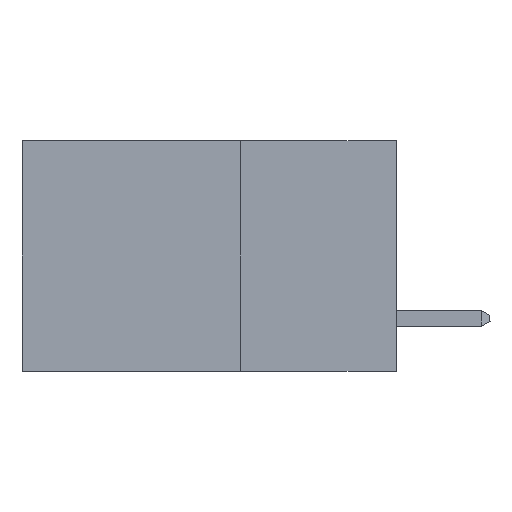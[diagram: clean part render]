
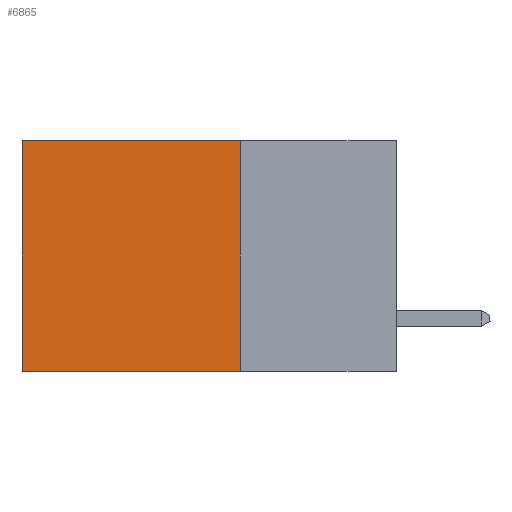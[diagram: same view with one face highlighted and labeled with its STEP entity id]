
A CAD part, left-side view. The second image highlights one B-rep face of the part: STEP entity #6865.
In plain terms, the highlighted planar face has unit normal (-1, 0, 0).
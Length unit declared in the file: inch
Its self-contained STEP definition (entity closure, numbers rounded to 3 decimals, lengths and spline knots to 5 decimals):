
#527 = CARTESIAN_POINT ( 'NONE',  ( 0.298, 0.25, -0.37 ) ) ;
#1063 = CARTESIAN_POINT ( 'NONE',  ( 0.298, 0.6, 0. ) ) ;
#1071 = ORIENTED_EDGE ( 'NONE', *, *, #3359, .F. ) ;
#2406 = VECTOR ( 'NONE', #6009, 39.37008 ) ;
#2439 = DIRECTION ( 'NONE',  ( 0., 0., -1. ) ) ;
#2487 = VERTEX_POINT ( 'NONE', #1063 ) ;
#3124 = VECTOR ( 'NONE', #2439, 39.37008 ) ;
#3359 = EDGE_CURVE ( 'NONE', #12710, #5183, #13255, .T. ) ;
#3443 = AXIS2_PLACEMENT_3D ( 'NONE', #5665, #13167, #6773 ) ;
#4520 = LINE ( 'NONE', #6329, #7106 ) ;
#4528 = EDGE_LOOP ( 'NONE', ( #13362, #1071, #11060, #8270 ) ) ;
#5183 = VERTEX_POINT ( 'NONE', #10070 ) ;
#5221 = FACE_OUTER_BOUND ( 'NONE', #4528, .T. ) ;
#5665 = CARTESIAN_POINT ( 'NONE',  ( 0.298, 0.25, 0. ) ) ;
#6009 = DIRECTION ( 'NONE',  ( 0., 1., 0. ) ) ;
#6329 = CARTESIAN_POINT ( 'NONE',  ( 0.298, 0.6, 0. ) ) ;
#6431 = DIRECTION ( 'NONE',  ( 0., 1., 0. ) ) ;
#6773 = DIRECTION ( 'NONE',  ( 0., 0., -1. ) ) ;
#6865 = ADVANCED_FACE ( 'NONE', ( #5221 ), #8916, .F. ) ;
#7065 = EDGE_CURVE ( 'NONE', #11648, #2487, #8288, .T. ) ;
#7106 = VECTOR ( 'NONE', #9550, 39.37008 ) ;
#7596 = VECTOR ( 'NONE', #6431, 39.37008 ) ;
#7598 = CARTESIAN_POINT ( 'NONE',  ( 0.298, 0.25, -0.37 ) ) ;
#8270 = ORIENTED_EDGE ( 'NONE', *, *, #7065, .T. ) ;
#8288 = LINE ( 'NONE', #11328, #2406 ) ;
#8916 = PLANE ( 'NONE',  #3443 ) ;
#9550 = DIRECTION ( 'NONE',  ( 0., 0., -1. ) ) ;
#10070 = CARTESIAN_POINT ( 'NONE',  ( 0.298, 0.6, -0.37 ) ) ;
#10126 = CARTESIAN_POINT ( 'NONE',  ( 0.298, 0.25, 0. ) ) ;
#11060 = ORIENTED_EDGE ( 'NONE', *, *, #11780, .F. ) ;
#11328 = CARTESIAN_POINT ( 'NONE',  ( 0.298, 0.25, 0. ) ) ;
#11648 = VERTEX_POINT ( 'NONE', #13027 ) ;
#11780 = EDGE_CURVE ( 'NONE', #11648, #12710, #11815, .T. ) ;
#11815 = LINE ( 'NONE', #10126, #3124 ) ;
#12092 = EDGE_CURVE ( 'NONE', #2487, #5183, #4520, .T. ) ;
#12710 = VERTEX_POINT ( 'NONE', #7598 ) ;
#13027 = CARTESIAN_POINT ( 'NONE',  ( 0.298, 0.25, 0. ) ) ;
#13167 = DIRECTION ( 'NONE',  ( 1., 0., 0. ) ) ;
#13255 = LINE ( 'NONE', #527, #7596 ) ;
#13362 = ORIENTED_EDGE ( 'NONE', *, *, #12092, .T. ) ;
